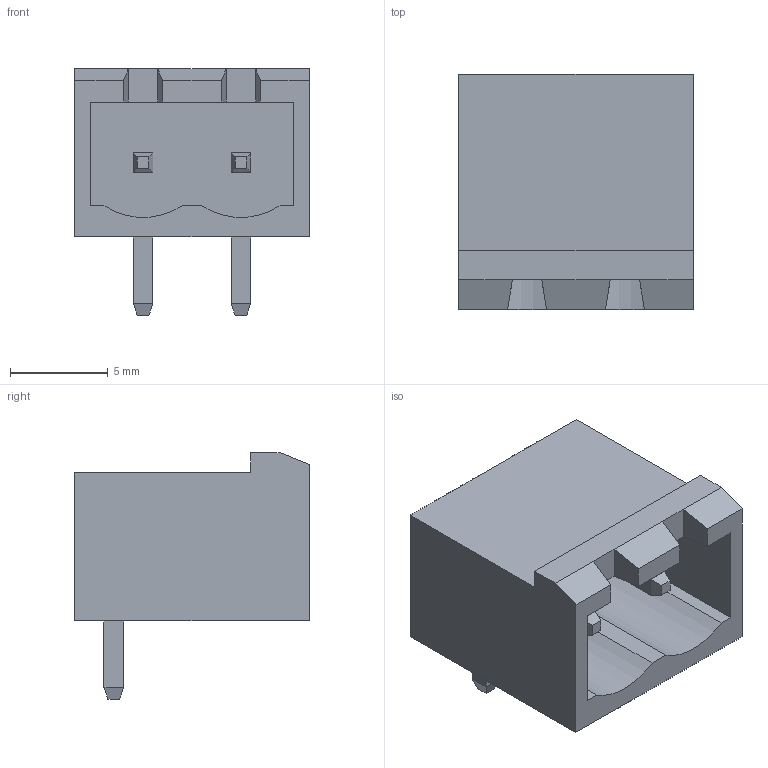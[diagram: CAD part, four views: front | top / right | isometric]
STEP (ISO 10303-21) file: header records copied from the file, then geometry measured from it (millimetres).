
FILE_DESCRIPTION(/* description */ ('model of PhoenixContact_MSTBA-G_02x5.00mm_Angled.'),/* implementation_level */ FILE_NAME(/* name */ 'PhoenixContact_MSTBA-G_02x5.00mm_Angled..stp',/* time_stamp */ '2017-02-24T03:59:51',/* author */ ('Rene Poeschl',''),/* organization */ (''),/* preprocessor_version */ '',/* originating_system */ '',/* authorisation */ '');
FILE_NAME(/* name */ 'PhoenixContact_MSTBA-G_02x5.00mm_Angled..stp',/* time_stamp */ '2017-02-24T03:59:51',/* author */ ('Rene Poeschl',''),/* organization */ (''),/* preprocessor_version */ '',/* originating_system */ '',/* authorisation */ '');
FILE_SCHEMA(('AUTOMOTIVE_DESIGN_CC2 { 1 2 10303 214 -1 1 5 4 }'));
Length unit declared in the file: millimetre
Products named in the file (1): MSTBA_01x02_G_5_00mm
Bounding box: 12 x 12 x 12.6 mm (x, y, z)
Volume: 641.7 mm3; surface area: 1025.2 mm2
Topology: 1 solids, 1 shells, 63 faces, 151 edges, 94 vertices
Faces by surface type: plane 61, cylinder 2
Entity records: 4146 total; most frequent: CARTESIAN_POINT 651, DIRECTION 545, LINE 405, VECTOR 405, ORIENTED_EDGE 302, PCURVE 302, DEFINITIONAL_REPRESENTATION 302, EDGE_CURVE 151
